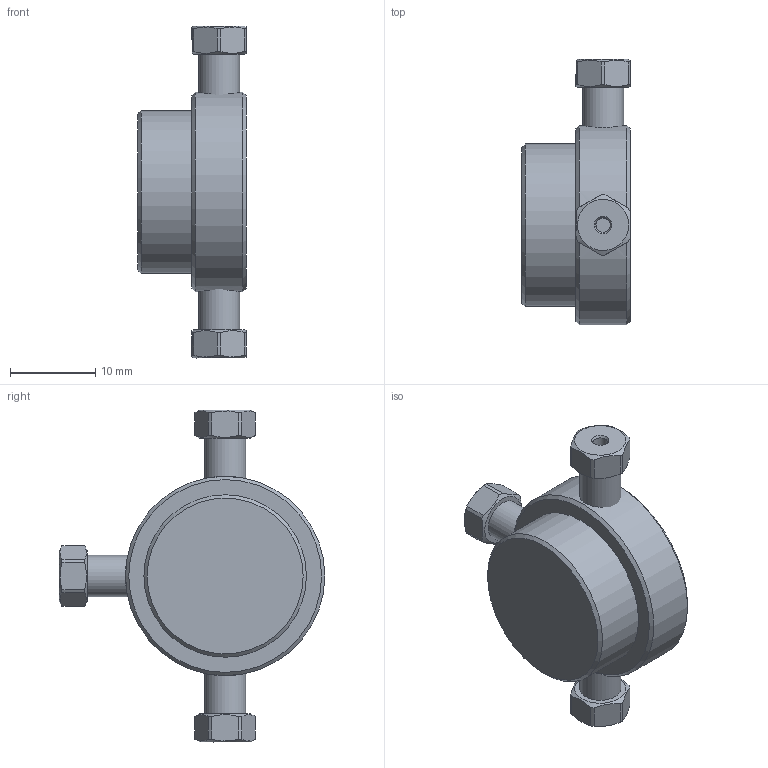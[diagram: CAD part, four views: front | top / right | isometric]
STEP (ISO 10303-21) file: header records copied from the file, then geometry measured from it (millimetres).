
FILE_DESCRIPTION((''),'2;1');
FILE_NAME('305274-TCEF111 Post-Column Reaction Tee fitting.stp','2013-08-22T11:49:38',('Franzp'),(''),'Autodesk Inventor 2013','Autodesk Inventor 2013','');
FILE_SCHEMA(('AUTOMOTIVE_DESIGN { 1 0 10303 214 1 1 1 1 }'));
Length unit declared in the file: millimetre
Products named in the file (1): 305274_Shrinkwrap_1
Bounding box: 12.7 x 31.15 x 38.93 mm (x, y, z)
Surface area: 2448.7 mm2 (no closed solid volume)
Topology: 0 solids, 7 shells, 68 faces, 175 edges, 118 vertices
Faces by surface type: plane 30, cylinder 26, cone 12
Full cylindrical faces by diameter (mm): 1.727 x3, 4.826 x3, 19.05 x1, 23.368 x1
Entity records: 2083 total; most frequent: CARTESIAN_POINT 500, DIRECTION 308, ORIENTED_EDGE 275, EDGE_CURVE 145, AXIS2_PLACEMENT_3D 136, VERTEX_POINT 109, EDGE_LOOP 98, FACE_OUTER_BOUND 68
